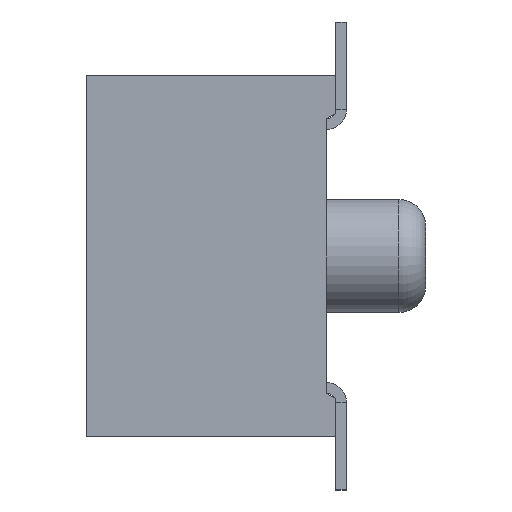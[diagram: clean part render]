
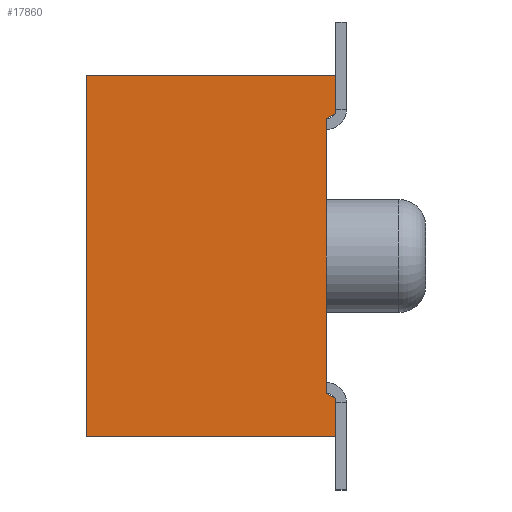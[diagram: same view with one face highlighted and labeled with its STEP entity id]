
A CAD part, left-side view. The second image highlights one B-rep face of the part: STEP entity #17860.
In plain terms, the highlighted planar face has unit normal (-1, 0, 0).
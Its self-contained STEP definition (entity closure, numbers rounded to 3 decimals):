
#719 = DIRECTION ( 'NONE',  ( 0., -0.866, 0.5 ) ) ;
#1342 = CARTESIAN_POINT ( 'NONE',  ( -29.599, -0.15, -2.004 ) ) ;
#1431 = VERTEX_POINT ( 'NONE', #10374 ) ;
#1570 = CARTESIAN_POINT ( 'NONE',  ( -29.599, -0.15, -2.004 ) ) ;
#2310 = LINE ( 'NONE', #5678, #22531 ) ;
#3381 = VERTEX_POINT ( 'NONE', #16140 ) ;
#3449 = ORIENTED_EDGE ( 'NONE', *, *, #33912, .T. ) ;
#3747 = DIRECTION ( 'NONE',  ( 0., 1., 0. ) ) ;
#3947 = DIRECTION ( 'NONE',  ( 0., 0., 1. ) ) ;
#4201 = DIRECTION ( 'NONE',  ( 0., 0.866, 0.5 ) ) ;
#4298 = LINE ( 'NONE', #5206, #33648 ) ;
#4426 = ORIENTED_EDGE ( 'NONE', *, *, #8888, .T. ) ;
#5206 = CARTESIAN_POINT ( 'NONE',  ( -29.599, -0.15, 2.54 ) ) ;
#5678 = CARTESIAN_POINT ( 'NONE',  ( -29.599, 3.355, -2.54 ) ) ;
#5899 = CARTESIAN_POINT ( 'NONE',  ( -29.599, -0.023, 1.93 ) ) ;
#6965 = EDGE_CURVE ( 'NONE', #9159, #28190, #10386, .T. ) ;
#7125 = ORIENTED_EDGE ( 'NONE', *, *, #16679, .F. ) ;
#7662 = CARTESIAN_POINT ( 'NONE',  ( -29.599, -0.15, -2.54 ) ) ;
#8325 = DIRECTION ( 'NONE',  ( 0., 0., 1. ) ) ;
#8809 = DIRECTION ( 'NONE',  ( 0., 0., -1. ) ) ;
#8888 = EDGE_CURVE ( 'NONE', #28190, #20511, #18532, .T. ) ;
#9159 = VERTEX_POINT ( 'NONE', #1570 ) ;
#10374 = CARTESIAN_POINT ( 'NONE',  ( -29.599, -0.15, -2.54 ) ) ;
#10386 = LINE ( 'NONE', #1342, #19885 ) ;
#10624 = AXIS2_PLACEMENT_3D ( 'NONE', #14122, #30080, #8809 ) ;
#12033 = ORIENTED_EDGE ( 'NONE', *, *, #6965, .T. ) ;
#12933 = ORIENTED_EDGE ( 'NONE', *, *, #23763, .T. ) ;
#13488 = CARTESIAN_POINT ( 'NONE',  ( -29.599, -0.15, 2.54 ) ) ;
#13816 = ORIENTED_EDGE ( 'NONE', *, *, #22233, .T. ) ;
#14122 = CARTESIAN_POINT ( 'NONE',  ( -29.599, -0.15, -2.54 ) ) ;
#14343 = CARTESIAN_POINT ( 'NONE',  ( -29.599, -0.15, -2.54 ) ) ;
#14709 = LINE ( 'NONE', #14343, #27947 ) ;
#15400 = CARTESIAN_POINT ( 'NONE',  ( -29.599, -0.15, 2.004 ) ) ;
#15407 = ORIENTED_EDGE ( 'NONE', *, *, #25668, .T. ) ;
#15586 = DIRECTION ( 'NONE',  ( 0., 0., 1. ) ) ;
#16140 = CARTESIAN_POINT ( 'NONE',  ( -29.599, 3.355, -2.54 ) ) ;
#16679 = EDGE_CURVE ( 'NONE', #1431, #3381, #23754, .T. ) ;
#17860 = ADVANCED_FACE ( 'NONE', ( #21174 ), #24531, .F. ) ;
#18395 = CARTESIAN_POINT ( 'NONE',  ( -29.599, -0.023, -1.93 ) ) ;
#18532 = LINE ( 'NONE', #31678, #18571 ) ;
#18571 = VECTOR ( 'NONE', #15586, 1000. ) ;
#19511 = CARTESIAN_POINT ( 'NONE',  ( -29.599, -0.023, 1.93 ) ) ;
#19885 = VECTOR ( 'NONE', #4201, 1000. ) ;
#20511 = VERTEX_POINT ( 'NONE', #19511 ) ;
#21174 = FACE_OUTER_BOUND ( 'NONE', #23382, .T. ) ;
#21321 = EDGE_CURVE ( 'NONE', #3381, #22570, #2310, .T. ) ;
#22233 = EDGE_CURVE ( 'NONE', #30771, #22570, #4298, .T. ) ;
#22531 = VECTOR ( 'NONE', #8325, 1000. ) ;
#22570 = VERTEX_POINT ( 'NONE', #31433 ) ;
#23350 = LINE ( 'NONE', #7662, #28725 ) ;
#23382 = EDGE_LOOP ( 'NONE', ( #15407, #12033, #4426, #12933, #3449, #13816, #29757, #7125 ) ) ;
#23686 = DIRECTION ( 'NONE',  ( 0., 1., 0. ) ) ;
#23754 = LINE ( 'NONE', #31845, #27899 ) ;
#23763 = EDGE_CURVE ( 'NONE', #20511, #32593, #25735, .T. ) ;
#24531 = PLANE ( 'NONE',  #10624 ) ;
#25668 = EDGE_CURVE ( 'NONE', #1431, #9159, #23350, .T. ) ;
#25735 = LINE ( 'NONE', #5899, #30306 ) ;
#26036 = DIRECTION ( 'NONE',  ( 0., 0., 1. ) ) ;
#27899 = VECTOR ( 'NONE', #3747, 1000. ) ;
#27947 = VECTOR ( 'NONE', #3947, 1000. ) ;
#28190 = VERTEX_POINT ( 'NONE', #18395 ) ;
#28725 = VECTOR ( 'NONE', #26036, 1000. ) ;
#29757 = ORIENTED_EDGE ( 'NONE', *, *, #21321, .F. ) ;
#30080 = DIRECTION ( 'NONE',  ( 1., 0., 0. ) ) ;
#30306 = VECTOR ( 'NONE', #719, 1000. ) ;
#30771 = VERTEX_POINT ( 'NONE', #13488 ) ;
#31433 = CARTESIAN_POINT ( 'NONE',  ( -29.599, 3.355, 2.54 ) ) ;
#31678 = CARTESIAN_POINT ( 'NONE',  ( -29.599, -0.023, -1.93 ) ) ;
#31845 = CARTESIAN_POINT ( 'NONE',  ( -29.599, -0.15, -2.54 ) ) ;
#32593 = VERTEX_POINT ( 'NONE', #15400 ) ;
#33648 = VECTOR ( 'NONE', #23686, 1000. ) ;
#33912 = EDGE_CURVE ( 'NONE', #32593, #30771, #14709, .T. ) ;
